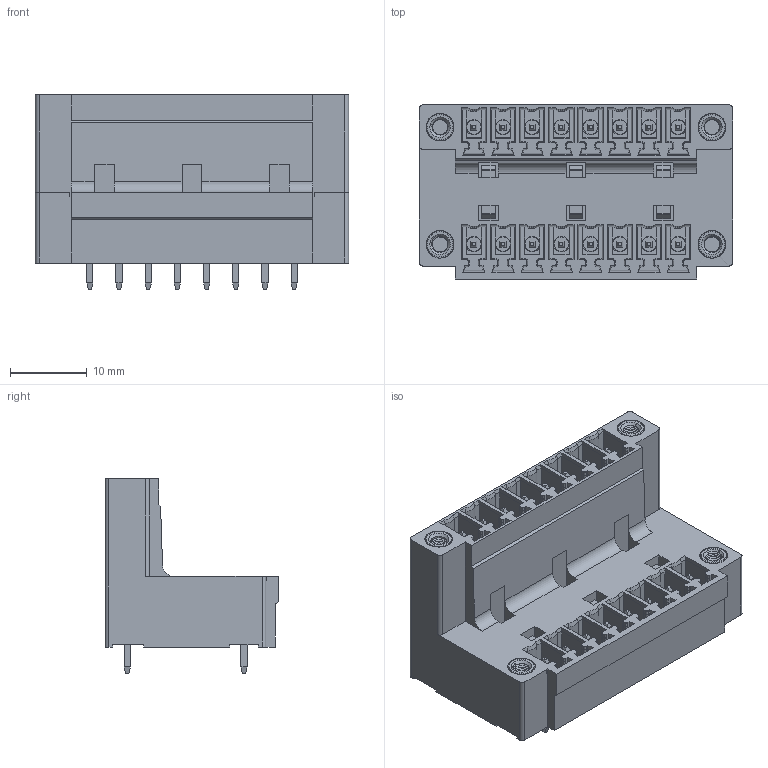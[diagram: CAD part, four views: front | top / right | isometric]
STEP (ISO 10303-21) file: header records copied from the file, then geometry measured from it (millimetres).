
FILE_DESCRIPTION((''),'2;1');
FILE_NAME('WJ15EDGVTM-381-08P','2017-03-15T',('QZY'),(''),'CREO PARAMETRIC BY PTC INC, 2014440','CREO PARAMETRIC BY PTC INC, 2014440','');
FILE_SCHEMA(('CONFIG_CONTROL_DESIGN'));
Products named in the file (1): WJ15EDGVTM-381-08P
Bounding box: 40.87 x 22.7 x 25.35 mm (x, y, z)
Volume: 7857.2 mm3; surface area: 10334.6 mm2
Topology: 1 solids, 1 shells, 2164 faces, 5923 edges, 3803 vertices
Faces by surface type: plane 1662, cone 272, bspline 172, cylinder 58
Entity records: 80661 total; most frequent: CARTESIAN_POINT 27148, ORIENTED_EDGE 11846, DIRECTION 9795, EDGE_CURVE 5923, VECTOR 4277, LINE 4277, VERTEX_POINT 3803, AXIS2_PLACEMENT_3D 2759
